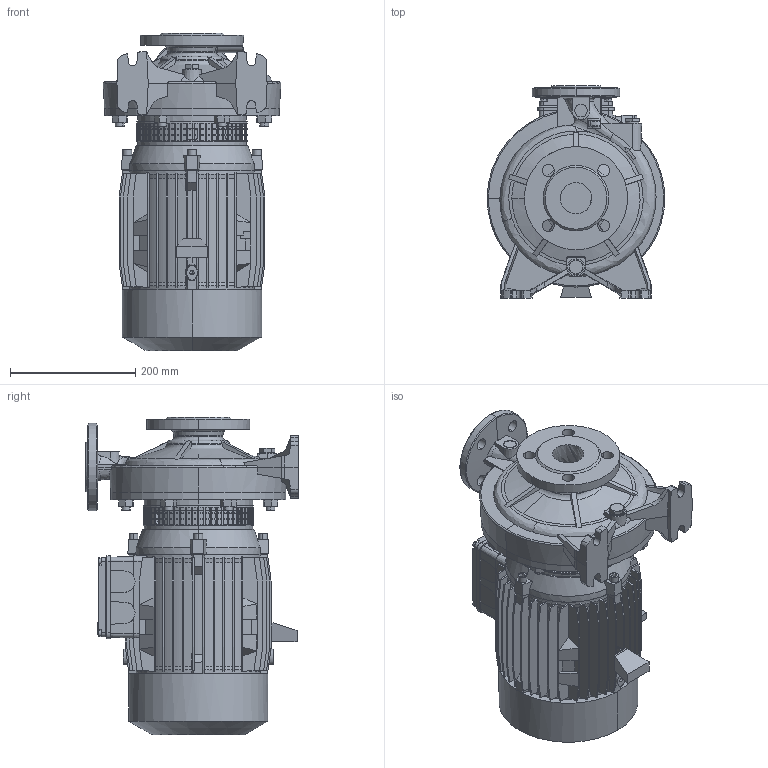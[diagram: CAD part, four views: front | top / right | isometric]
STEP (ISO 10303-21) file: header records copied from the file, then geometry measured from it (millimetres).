
FILE_DESCRIPTION (( 'STEP AP214' ), '1' );
FILE_NAME ('10008676swa00.step', '2020-06-17T07:45:48', ( '' ), ( '' ), 'SwSTEP 2.0', 'SolidWorks 2019', '' );
FILE_SCHEMA (( 'AUTOMOTIVE_DESIGN' ));
Length unit declared in the file: millimetre
Products named in the file (9): 3.66.201swp02_H=41; 4_66_537_REV00_SEMPLIFICATO; 10007670swn00_M25x1.5; 10008150swp00_3.66.526_semplificato; 10000046swp00_SEMPLIFICATO; 10007671swn00_M25x1,5; 10007434swp00_112 ORIZ; 90.025swp01_G38x9 OTTONE; 10008676swa00
Assembly tree (9 placements, depth 2):
  10008676swa00
    10007434swp00_112 ORIZ
    10008150swp00_3.66.526_semplificato
    10000046swp00_SEMPLIFICATO
    10007670swn00_M25x1.5
    90.025swp01_G38x9 OTTONE  x2
    3.66.201swp02_H=41
    4_66_537_REV00_SEMPLIFICATO
    10007671swn00_M25x1,5
Bounding box: 284.18 x 340 x 508 mm (x, y, z)
Volume: 18425866.3 mm3; surface area: 1103122.9 mm2
Topology: 9 solids, 9 shells, 2441 faces, 6765 edges, 4439 vertices
Faces by surface type: plane 1736, cylinder 284, cone 206, bspline 185, torus 30
Entity records: 117230 total; most frequent: CARTESIAN_POINT 56002, ORIENTED_EDGE 13354, DIRECTION 11400, EDGE_CURVE 6677, VERTEX_POINT 4398, VECTOR 4152, LINE 4152, AXIS2_PLACEMENT_3D 3624
